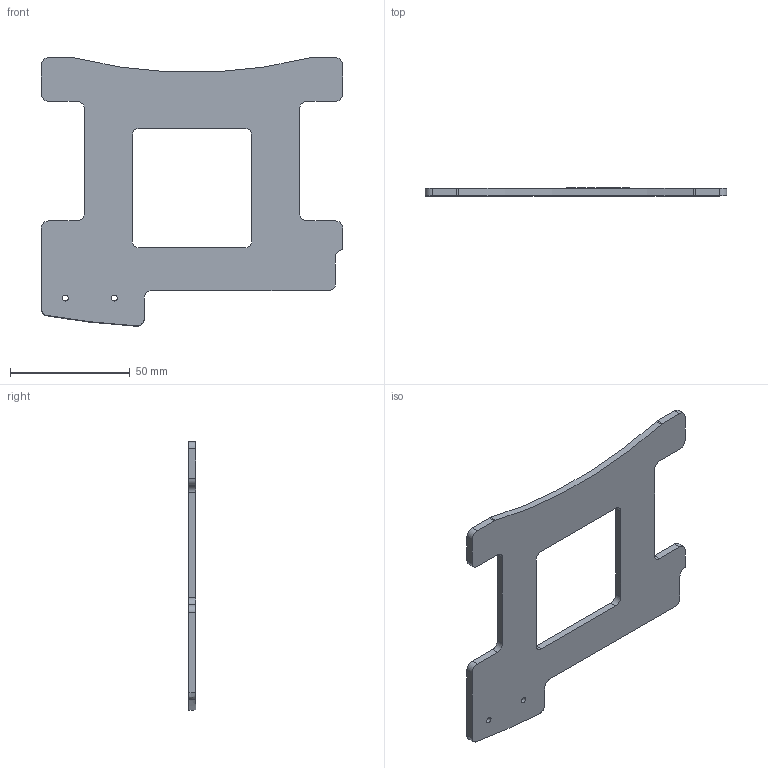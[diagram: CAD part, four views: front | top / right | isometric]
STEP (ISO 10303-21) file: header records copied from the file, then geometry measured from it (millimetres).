
FILE_DESCRIPTION(/* description */ (''),/* implementation_level */ '2;1');
FILE_NAME(/* name */ 'Shelf Bottom Original.step',/* time_stamp */ '2017-06-24T11:44:50+10:00',/* author */ (''),/* organization */ (''),/* preprocessor_version */ 'ST-DEVELOPER v16.13',/* originating_system */ 'Autodesk Translation Framework v6.1.1.50',/* authorisation */ '');
FILE_SCHEMA (('AUTOMOTIVE_DESIGN { 1 0 10303 214 3 1 1 }'));
Length unit declared in the file: millimetre
Products named in the file (1): ShelfBottom v1
Bounding box: 126 x 3.25 x 112.32 mm (x, y, z)
Volume: 24231.9 mm3; surface area: 18389.2 mm2
Topology: 1 solids, 1 shells, 142 faces, 387 edges, 258 vertices
Faces by surface type: plane 64, bspline 56, cylinder 22
Full cylindrical faces by diameter (mm): 2.5 x2
Entity records: 6937 total; most frequent: CARTESIAN_POINT 3642, ORIENTED_EDGE 770, DIRECTION 503, EDGE_CURVE 385, VERTEX_POINT 258, LINE 225, VECTOR 225, EDGE_LOOP 161
